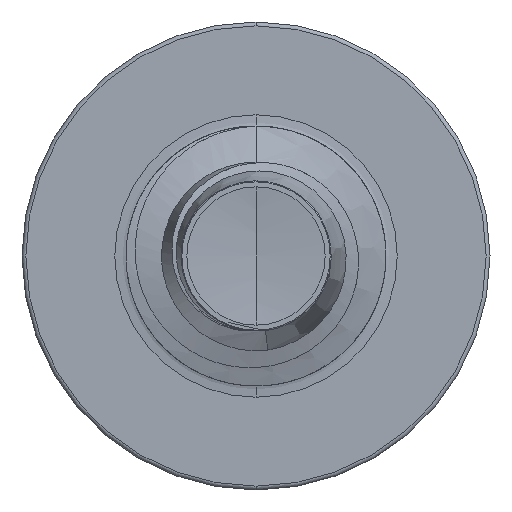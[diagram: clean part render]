
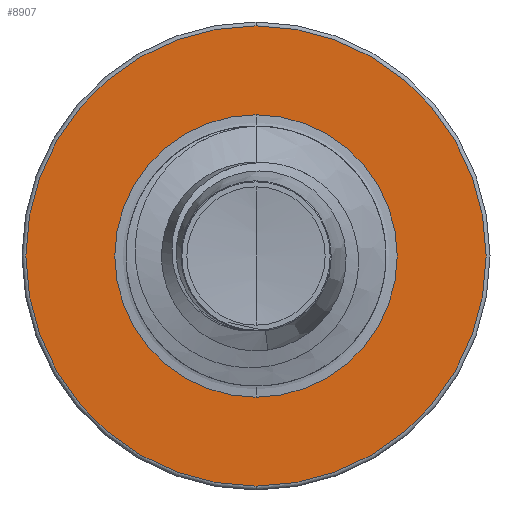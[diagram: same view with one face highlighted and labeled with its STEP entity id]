
A CAD part, front view. The second image highlights one B-rep face of the part: STEP entity #8907.
In plain terms, the highlighted planar face has unit normal (0, -1, 0).
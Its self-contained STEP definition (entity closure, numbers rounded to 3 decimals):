
#406 = VERTEX_POINT ( 'NONE', #11517 ) ;
#886 = DIRECTION ( 'NONE',  ( 0., 1., 0. ) ) ;
#2165 = DIRECTION ( 'NONE',  ( 0., 0., 1. ) ) ;
#2170 = EDGE_CURVE ( 'NONE', #406, #14001, #2963, .T. ) ;
#2185 = DIRECTION ( 'NONE',  ( 0., 1., 0. ) ) ;
#2199 = CARTESIAN_POINT ( 'NONE',  ( 0., 8., 0. ) ) ;
#2544 = AXIS2_PLACEMENT_3D ( 'NONE', #8687, #886, #9906 ) ;
#2647 = AXIS2_PLACEMENT_3D ( 'NONE', #4573, #4553, #4537 ) ;
#2963 = CIRCLE ( 'NONE', #2647, 1.086 ) ;
#3384 = EDGE_CURVE ( 'NONE', #8185, #8454, #13611, .T. ) ;
#3909 = CARTESIAN_POINT ( 'NONE',  ( 0., 8., 1.77 ) ) ;
#4537 = DIRECTION ( 'NONE',  ( 0., 0., 1. ) ) ;
#4553 = DIRECTION ( 'NONE',  ( 0., 1., 0. ) ) ;
#4573 = CARTESIAN_POINT ( 'NONE',  ( 0., 8., 0. ) ) ;
#5477 = PLANE ( 'NONE',  #13024 ) ;
#6851 = DIRECTION ( 'NONE',  ( 0., 0., 1. ) ) ;
#7477 = EDGE_CURVE ( 'NONE', #8454, #8185, #8940, .T. ) ;
#7844 = DIRECTION ( 'NONE',  ( 0., 1., 0. ) ) ;
#8124 = ORIENTED_EDGE ( 'NONE', *, *, #7477, .F. ) ;
#8185 = VERTEX_POINT ( 'NONE', #10092 ) ;
#8454 = VERTEX_POINT ( 'NONE', #3909 ) ;
#8464 = EDGE_LOOP ( 'NONE', ( #8967, #9513 ) ) ;
#8687 = CARTESIAN_POINT ( 'NONE',  ( 0., 8., 0. ) ) ;
#8760 = ORIENTED_EDGE ( 'NONE', *, *, #3384, .F. ) ;
#8907 = ADVANCED_FACE ( 'NONE', ( #13319, #13059 ), #5477, .F. ) ;
#8940 = CIRCLE ( 'NONE', #2544, 1.77 ) ;
#8967 = ORIENTED_EDGE ( 'NONE', *, *, #2170, .T. ) ;
#9502 = CIRCLE ( 'NONE', #10426, 1.086 ) ;
#9513 = ORIENTED_EDGE ( 'NONE', *, *, #13883, .T. ) ;
#9783 = EDGE_LOOP ( 'NONE', ( #8124, #8760 ) ) ;
#9906 = DIRECTION ( 'NONE',  ( 0., 0., 1. ) ) ;
#10092 = CARTESIAN_POINT ( 'NONE',  ( 0., 8., -1.77 ) ) ;
#10426 = AXIS2_PLACEMENT_3D ( 'NONE', #14278, #7844, #15178 ) ;
#11517 = CARTESIAN_POINT ( 'NONE',  ( 0., 8., 1.086 ) ) ;
#11568 = CARTESIAN_POINT ( 'NONE',  ( 0., 8., -1.086 ) ) ;
#12680 = CARTESIAN_POINT ( 'NONE',  ( 0., 8., -1.086 ) ) ;
#13024 = AXIS2_PLACEMENT_3D ( 'NONE', #12680, #13537, #6851 ) ;
#13059 = FACE_BOUND ( 'NONE', #8464, .T. ) ;
#13319 = FACE_OUTER_BOUND ( 'NONE', #9783, .T. ) ;
#13537 = DIRECTION ( 'NONE',  ( 0., 1., 0. ) ) ;
#13611 = CIRCLE ( 'NONE', #14950, 1.77 ) ;
#13883 = EDGE_CURVE ( 'NONE', #14001, #406, #9502, .T. ) ;
#14001 = VERTEX_POINT ( 'NONE', #11568 ) ;
#14278 = CARTESIAN_POINT ( 'NONE',  ( 0., 8., 0. ) ) ;
#14950 = AXIS2_PLACEMENT_3D ( 'NONE', #2199, #2185, #2165 ) ;
#15178 = DIRECTION ( 'NONE',  ( 0., 0., 1. ) ) ;
